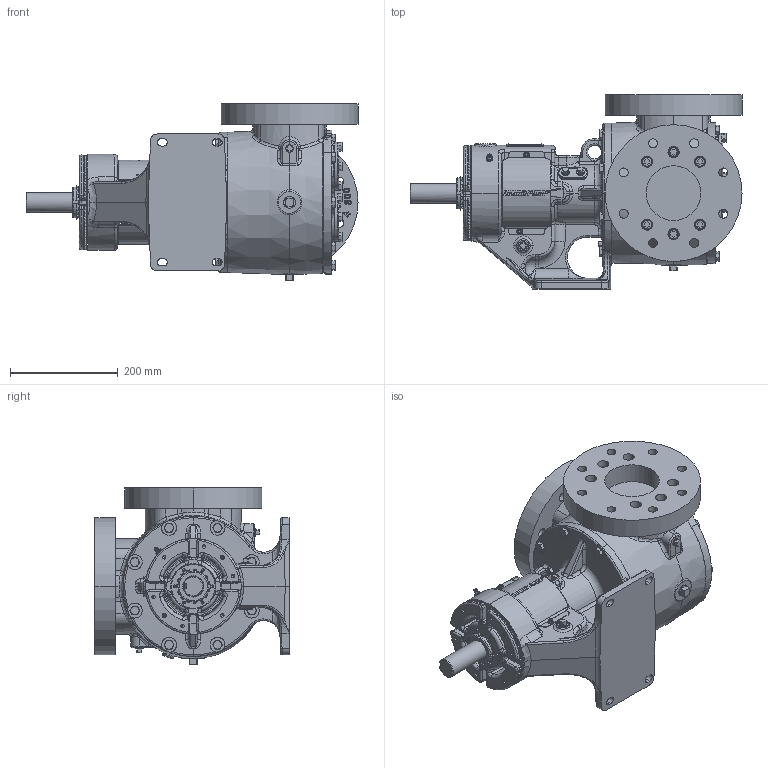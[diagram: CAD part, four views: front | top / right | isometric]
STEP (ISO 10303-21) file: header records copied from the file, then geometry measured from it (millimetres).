
FILE_DESCRIPTION (( 'STEP AP214' ), '1' );
FILE_NAME ('LV-4569.STEP', '2024-04-17T13:06:13', ( '' ), ( '' ), 'SwSTEP 2.0', 'SolidWorks 2022', '' );
FILE_SCHEMA (( 'AUTOMOTIVE_DESIGN' ));
Length unit declared in the file: inch
Products named in the file (1): LV-4569
Bounding box: 615.96 x 360.36 x 326.71 mm (x, y, z)
Volume: 19797293.3 mm3; surface area: 1049371.4 mm2
Topology: 1 solids, 13 shells, 4746 faces, 12082 edges, 7558 vertices
Faces by surface type: plane 1602, bspline 1319, cylinder 978, cone 682, torus 109, sphere 56
Entity records: 267560 total; most frequent: CARTESIAN_POINT 101718, ORIENTED_EDGE 23998, DIRECTION 18089, EDGE_CURVE 11999, VERTEX_POINT 7555, AXIS2_PLACEMENT_3D 6636, EDGE_LOOP 5100, VECTOR 4817
